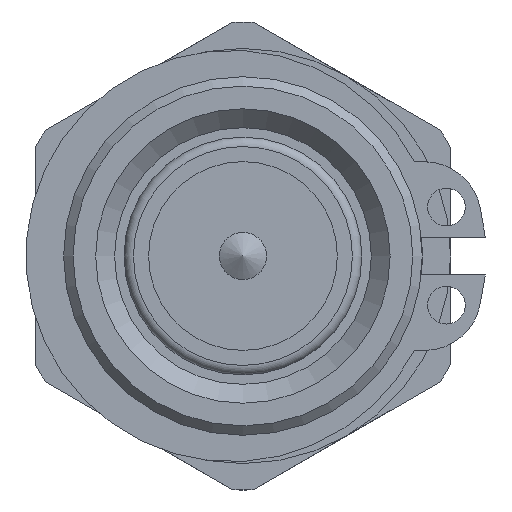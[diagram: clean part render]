
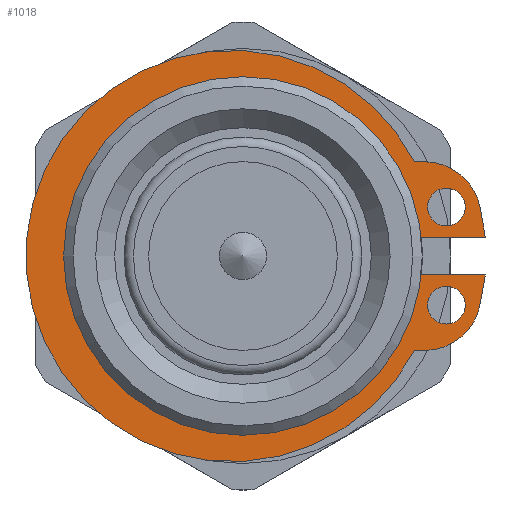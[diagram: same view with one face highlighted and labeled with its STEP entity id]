
A CAD part, left-side view. The second image highlights one B-rep face of the part: STEP entity #1018.
In plain terms, the highlighted planar face has unit normal (-1, 0, 0).
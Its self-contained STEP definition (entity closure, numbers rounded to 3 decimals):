
#35=LINE('',#1607,#109);
#38=LINE('',#1616,#112);
#42=LINE('',#1628,#116);
#44=LINE('',#1632,#118);
#47=LINE('',#1639,#121);
#51=LINE('',#1645,#125);
#109=VECTOR('',#1287,10.);
#112=VECTOR('',#1296,10.);
#116=VECTOR('',#1310,10.);
#118=VECTOR('',#1314,10.);
#121=VECTOR('',#1319,10.);
#125=VECTOR('',#1325,10.);
#256=FACE_BOUND('',#353,.T.);
#257=FACE_BOUND('',#354,.T.);
#286=FACE_OUTER_BOUND('',#352,.T.);
#352=EDGE_LOOP('',(#780,#781,#782,#783,#784,#785,#786,#787,#788,#789));
#353=EDGE_LOOP('',(#790));
#354=EDGE_LOOP('',(#791));
#418=CIRCLE('',#1111,3.);
#419=CIRCLE('',#1114,3.);
#420=CIRCLE('',#1117,1.);
#421=CIRCLE('',#1119,1.);
#422=CIRCLE('',#1125,10.9);
#423=CIRCLE('',#1127,9.);
#488=VERTEX_POINT('',#1599);
#489=VERTEX_POINT('',#1600);
#490=VERTEX_POINT('',#1605);
#491=VERTEX_POINT('',#1609);
#492=VERTEX_POINT('',#1610);
#493=VERTEX_POINT('',#1615);
#494=VERTEX_POINT('',#1619);
#495=VERTEX_POINT('',#1623);
#496=VERTEX_POINT('',#1627);
#497=VERTEX_POINT('',#1631);
#499=VERTEX_POINT('',#1637);
#500=VERTEX_POINT('',#1638);
#581=EDGE_CURVE('',#488,#489,#418,.T.);
#585=EDGE_CURVE('',#490,#488,#35,.T.);
#586=EDGE_CURVE('',#491,#492,#419,.T.);
#589=EDGE_CURVE('',#492,#493,#38,.T.);
#591=EDGE_CURVE('',#494,#494,#420,.T.);
#593=EDGE_CURVE('',#495,#495,#421,.T.);
#595=EDGE_CURVE('',#489,#496,#42,.T.);
#597=EDGE_CURVE('',#496,#497,#44,.T.);
#600=EDGE_CURVE('',#499,#500,#47,.T.);
#604=EDGE_CURVE('',#500,#491,#51,.T.);
#605=EDGE_CURVE('',#493,#490,#422,.T.);
#606=EDGE_CURVE('',#497,#499,#423,.T.);
#780=ORIENTED_EDGE('',*,*,#581,.F.);
#781=ORIENTED_EDGE('',*,*,#585,.F.);
#782=ORIENTED_EDGE('',*,*,#605,.F.);
#783=ORIENTED_EDGE('',*,*,#589,.F.);
#784=ORIENTED_EDGE('',*,*,#586,.F.);
#785=ORIENTED_EDGE('',*,*,#604,.F.);
#786=ORIENTED_EDGE('',*,*,#600,.F.);
#787=ORIENTED_EDGE('',*,*,#606,.F.);
#788=ORIENTED_EDGE('',*,*,#597,.F.);
#789=ORIENTED_EDGE('',*,*,#595,.F.);
#790=ORIENTED_EDGE('',*,*,#591,.T.);
#791=ORIENTED_EDGE('',*,*,#593,.T.);
#976=PLANE('',#1126);
#1018=ADVANCED_FACE('',(#286,#256,#257),#976,.T.);
#1111=AXIS2_PLACEMENT_3D('',#1601,#1280,#1281);
#1114=AXIS2_PLACEMENT_3D('',#1611,#1290,#1291);
#1117=AXIS2_PLACEMENT_3D('',#1620,#1300,#1301);
#1119=AXIS2_PLACEMENT_3D('',#1624,#1305,#1306);
#1125=AXIS2_PLACEMENT_3D('',#1647,#1328,#1329);
#1126=AXIS2_PLACEMENT_3D('',#1648,#1330,#1331);
#1127=AXIS2_PLACEMENT_3D('',#1649,#1332,#1333);
#1280=DIRECTION('center_axis',(1.,0.,0.));
#1281=DIRECTION('ref_axis',(0.,-0.643,0.766));
#1287=DIRECTION('',(0.,-1.,0.));
#1290=DIRECTION('center_axis',(1.,0.,0.));
#1291=DIRECTION('ref_axis',(0.,-0.642,-0.766));
#1296=DIRECTION('',(0.,1.,0.));
#1300=DIRECTION('center_axis',(1.,0.,0.));
#1301=DIRECTION('ref_axis',(0.,0.,
1.));
#1305=DIRECTION('center_axis',(1.,0.,0.));
#1306=DIRECTION('ref_axis',(0.,0.,
1.));
#1310=DIRECTION('',(0.,-0.173,-0.985));
#1314=DIRECTION('',(0.,1.,0.));
#1319=DIRECTION('',(0.,-1.,0.));
#1325=DIRECTION('',(0.,0.174,-0.985));
#1328=DIRECTION('center_axis',(1.,0.,0.));
#1329=DIRECTION('ref_axis',(0.,-0.889,0.458));
#1330=DIRECTION('center_axis',(-1.,0.,0.));
#1331=DIRECTION('ref_axis',(0.,0.,
1.));
#1332=DIRECTION('center_axis',(-1.,0.,0.));
#1333=DIRECTION('ref_axis',(0.,1.,0.));
#1599=CARTESIAN_POINT('',(5.3,-9.624,4.995));
#1600=CARTESIAN_POINT('',(5.3,-12.577,2.515));
#1601=CARTESIAN_POINT('Origin',(5.3,-9.623,1.995));
#1605=CARTESIAN_POINT('',(5.3,-9.088,4.996));
#1607=CARTESIAN_POINT('',(5.3,-12.141,4.994));
#1609=CARTESIAN_POINT('',(5.3,-12.575,-2.527));
#1610=CARTESIAN_POINT('',(5.3,-9.619,-5.005));
#1611=CARTESIAN_POINT('Origin',(5.3,-9.621,-2.005));
#1615=CARTESIAN_POINT('',(5.3,-9.083,-5.004));
#1616=CARTESIAN_POINT('',(5.3,-9.083,-5.004));
#1619=CARTESIAN_POINT('',(5.3,-10.781,1.595));
#1620=CARTESIAN_POINT('Origin',(5.3,-10.781,2.595));
#1623=CARTESIAN_POINT('',(5.3,-10.778,-3.605));
#1624=CARTESIAN_POINT('Origin',(5.3,-10.779,-2.605));
#1627=CARTESIAN_POINT('',(5.3,-12.845,0.994));
#1628=CARTESIAN_POINT('',(5.3,-12.845,0.994));
#1631=CARTESIAN_POINT('',(5.3,-8.945,0.996));
#1632=CARTESIAN_POINT('',(5.3,-8.945,0.996));
#1637=CARTESIAN_POINT('',(5.3,-8.944,-1.004));
#1638=CARTESIAN_POINT('',(5.3,-12.844,-1.006));
#1639=CARTESIAN_POINT('',(5.3,-12.844,-1.006));
#1645=CARTESIAN_POINT('',(5.3,-12.136,-5.006));
#1647=CARTESIAN_POINT('Origin',(5.3,0.6,0.));
#1648=CARTESIAN_POINT('Origin',(5.3,-1.48,-0.001));
#1649=CARTESIAN_POINT('Origin',(5.3,0.,0.));
